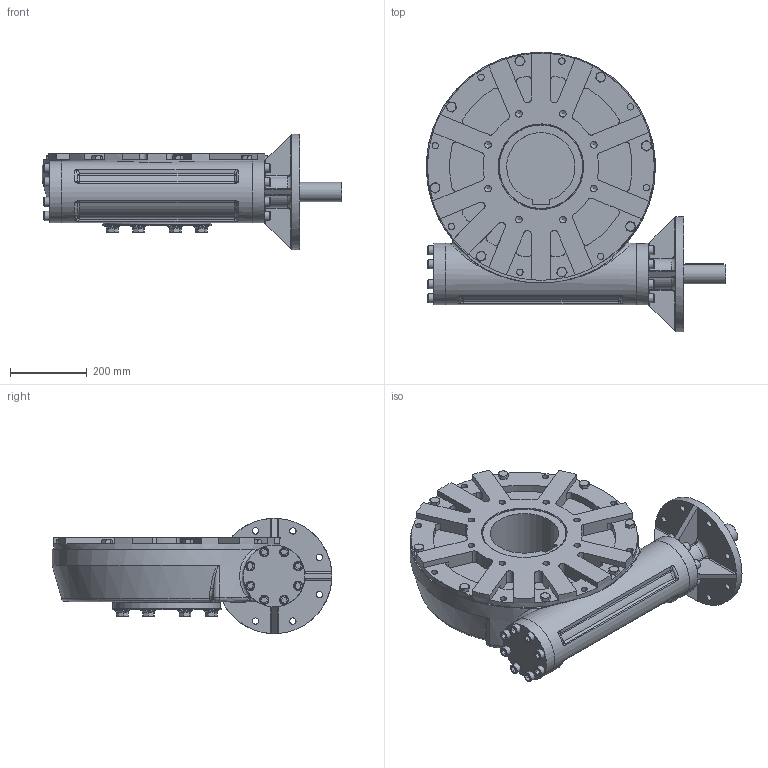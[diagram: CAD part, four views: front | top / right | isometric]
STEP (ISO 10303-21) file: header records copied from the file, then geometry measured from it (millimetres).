
FILE_DESCRIPTION(/* description */ ('Unknown'),/* implementation_level */ '2;1');
FILE_NAME(/* name */ 'PUB-MTW9-F25-F30',/* time_stamp */ '2015-12-09T14:49:43+00:00',/* author */ ('Unknown'),/* organization */ ('Unknown'),/* preprocessor_version */ 'ST-DEVELOPER v16',/* originating_system */ 'DEX',/* authorisation */ $);
FILE_SCHEMA (('AUTOMOTIVE_DESIGN {1 0 10303 214 3 1 1}'));
Length unit declared in the file: millimetre
Products named in the file (1): PUB-MTW9-F25-F30
Bounding box: 778.61 x 727.44 x 299.92 mm (x, y, z)
Surface area: 1672427.9 mm2 (no closed solid volume)
Topology: 0 solids, 45 shells, 724 faces, 1861 edges, 1178 vertices
Faces by surface type: plane 337, cylinder 162, cone 138, bspline 48, torus 25, sphere 14
Full cylindrical faces by diameter (mm): 16.5 x16, 17.294 x8, 24 x16, 39 x8, 50 x1, 160 x3, 200.1 x1, 220.1 x1, 280 x1, 285 x1, 300 x1, 322 x1, 590 x1
Entity records: 33870 total; most frequent: CARTESIAN_POINT 16279, DIRECTION 3254, ORIENTED_EDGE 3191, EDGE_CURVE 1691, AXIS2_PLACEMENT_3D 1265, VERTEX_POINT 1137, FACE_BOUND 939, EDGE_LOOP 931
